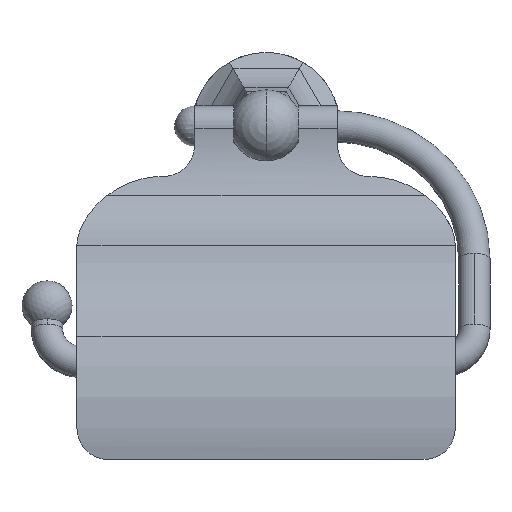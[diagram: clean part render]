
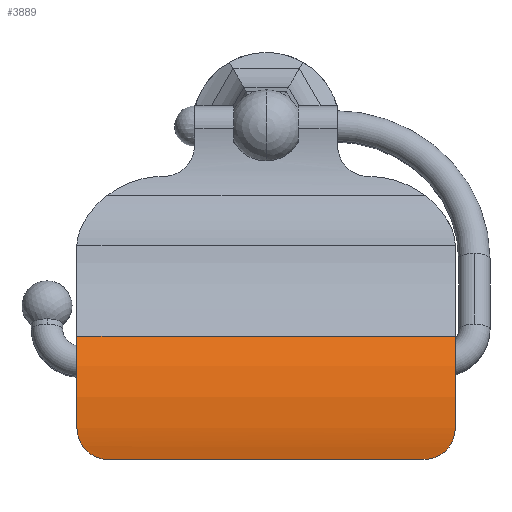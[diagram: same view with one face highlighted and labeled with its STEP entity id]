
A CAD part, front view. The second image highlights one B-rep face of the part: STEP entity #3889.
In plain terms, the highlighted cylindrical face has radius 64.77 mm (diameter 129.54 mm), a partial arc.
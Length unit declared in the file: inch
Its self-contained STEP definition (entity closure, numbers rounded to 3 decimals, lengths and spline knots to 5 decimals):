
#750=CARTESIAN_POINT('',(2.37489,-1.6737,-3.72814));
#751=DIRECTION('',(-1.,0.,0.));
#752=DIRECTION('',(0.,-1.,-0.026));
#753=AXIS2_PLACEMENT_3D('',#750,#751,#752);
#847=CARTESIAN_POINT('',(-2.37511,-1.6737,
-3.72814));
#848=DIRECTION('',(1.,0.,0.));
#849=DIRECTION('',(0.,-0.904,0.428));
#850=AXIS2_PLACEMENT_3D('',#847,#848,#849);
#872=CARTESIAN_POINT('',(2.37489,-4.22287,-3.79326));
#873=CARTESIAN_POINT('',(2.37489,-4.22222,-3.81898));
#874=CARTESIAN_POINT('',(2.3699,-4.22015,-3.86976));
#875=CARTESIAN_POINT('',(2.34754,-4.21475,-3.94591));
#876=CARTESIAN_POINT('',(2.30932,-4.20768,-4.01602));
#877=CARTESIAN_POINT('',(2.27736,-4.20278,-4.05464));
#878=CARTESIAN_POINT('',(2.25949,-4.20036,-4.07236));
#880=CARTESIAN_POINT('',(2.25949,-4.20036,-4.07236));
#881=CARTESIAN_POINT('',(2.24162,-4.19795,-4.09008));
#882=CARTESIAN_POINT('',(2.20274,-4.19327,-4.12171));
#883=CARTESIAN_POINT('',(2.13284,-4.18705,-4.15929));
#884=CARTESIAN_POINT('',(2.05672,-4.1831,-4.18144));
#885=CARTESIAN_POINT('',(2.00636,-4.1822,-4.18635));
#886=CARTESIAN_POINT('',(1.98089,-4.1822,-4.18635));
#888=CARTESIAN_POINT('',(-1.98111,-4.1822,
-4.18635));
#889=CARTESIAN_POINT('',(-2.00657,-4.1822,
-4.18635));
#890=CARTESIAN_POINT('',(-2.05694,-4.1831,
-4.18144));
#891=CARTESIAN_POINT('',(-2.13306,-4.18705,
-4.15929));
#892=CARTESIAN_POINT('',(-2.20296,-4.19327,
-4.12171));
#893=CARTESIAN_POINT('',(-2.24184,-4.19795,
-4.09008));
#894=CARTESIAN_POINT('',(-2.25971,-4.20036,
-4.07236));
#896=CARTESIAN_POINT('',(-2.25971,-4.20036,
-4.07236));
#897=CARTESIAN_POINT('',(-2.27757,-4.20278,
-4.05464));
#898=CARTESIAN_POINT('',(-2.30954,-4.20768,
-4.01602));
#899=CARTESIAN_POINT('',(-2.34775,-4.21475,
-3.94591));
#900=CARTESIAN_POINT('',(-2.37012,-4.22015,
-3.86976));
#901=CARTESIAN_POINT('',(-2.37511,-4.22222,
-3.81898));
#902=CARTESIAN_POINT('',(-2.37511,-4.22287,
-3.79326));
#904=DIRECTION('',(-1.,0.,0.));
#905=VECTOR('',#904,4.75);
#906=CARTESIAN_POINT('',(2.37489,-3.97785,-2.63571));
#907=LINE('',#906,#905);
#924=DIRECTION('',(1.,0.,0.));
#925=VECTOR('',#924,3.962);
#926=CARTESIAN_POINT('',(-1.98111,-4.1822,
-4.18635));
#927=LINE('',#926,#925);
#2810=CARTESIAN_POINT('',(2.37489,-4.22287,
-3.79326));
#2812=VERTEX_POINT('',#2810);
#2813=CARTESIAN_POINT('',(2.37489,-3.97785,
-2.63571));
#2814=VERTEX_POINT('',#2813);
#2821=CARTESIAN_POINT('',(2.25949,-4.20036,
-4.07236));
#2823=VERTEX_POINT('',#2821);
#2830=CARTESIAN_POINT('',(-2.37511,-4.22287,
-3.79326));
#2832=VERTEX_POINT('',#2830);
#2836=CARTESIAN_POINT('',(-2.37511,-3.97785,
-2.63571));
#2837=VERTEX_POINT('',#2836);
#2839=CARTESIAN_POINT('',(-2.25971,-4.20036,
-4.07236));
#2840=VERTEX_POINT('',#2839);
#2842=VERTEX_POINT('',#886);
#2843=VERTEX_POINT('',#888);
#3872=CARTESIAN_POINT('',(2.46989,-1.6737,
-3.72814));
#3873=DIRECTION('',(-1.,0.,0.));
#3874=DIRECTION('',(0.,-0.904,0.428));
#3875=AXIS2_PLACEMENT_3D('',#3872,#3873,#3874);
#3876=CYLINDRICAL_SURFACE('',#3875,2.55);
#3878=ORIENTED_EDGE('',*,*,#3877,.F.);
#3879=ORIENTED_EDGE('',*,*,#3747,.F.);
#3880=ORIENTED_EDGE('',*,*,#3768,.T.);
#3881=ORIENTED_EDGE('',*,*,#3786,.T.);
#3883=ORIENTED_EDGE('',*,*,#3882,.F.);
#3884=ORIENTED_EDGE('',*,*,#3864,.T.);
#3885=ORIENTED_EDGE('',*,*,#3853,.T.);
#3886=ORIENTED_EDGE('',*,*,#3839,.F.);
#3887=EDGE_LOOP('',(#3878,#3879,#3880,#3881,#3883,#3884,#3885,#3886));
#3888=FACE_OUTER_BOUND('',#3887,.F.);
#3889=ADVANCED_FACE('',(#3888),#3876,.T.);
#754=CIRCLE('',#753,2.55);
#851=CIRCLE('',#850,2.55);
#879=B_SPLINE_CURVE_WITH_KNOTS('',3,(#872,#873,#874,#875,#876,#877,#878),
.UNSPECIFIED.,.F.,.F.,(4,1,1,1,4),(0.,0.25,0.5,0.75,1.),
.UNSPECIFIED.);
#887=B_SPLINE_CURVE_WITH_KNOTS('',3,(#880,#881,#882,#883,#884,#885,#886),
.UNSPECIFIED.,.F.,.F.,(4,1,1,1,4),(0.,0.25,0.5,0.75,1.),
.UNSPECIFIED.);
#895=B_SPLINE_CURVE_WITH_KNOTS('',3,(#888,#889,#890,#891,#892,#893,#894),
.UNSPECIFIED.,.F.,.F.,(4,1,1,1,4),(0.,0.25,0.5,0.75,1.),
.UNSPECIFIED.);
#903=B_SPLINE_CURVE_WITH_KNOTS('',3,(#896,#897,#898,#899,#900,#901,#902),
.UNSPECIFIED.,.F.,.F.,(4,1,1,1,4),(0.,0.25,0.5,0.75,1.),
.UNSPECIFIED.);
#3747=EDGE_CURVE('',#2812,#2814,#754,.T.);
#3768=EDGE_CURVE('',#2812,#2823,#879,.T.);
#3786=EDGE_CURVE('',#2823,#2842,#887,.T.);
#3839=EDGE_CURVE('',#2837,#2832,#851,.T.);
#3853=EDGE_CURVE('',#2840,#2832,#903,.T.);
#3864=EDGE_CURVE('',#2843,#2840,#895,.T.);
#3877=EDGE_CURVE('',#2814,#2837,#907,.T.);
#3882=EDGE_CURVE('',#2843,#2842,#927,.T.);
